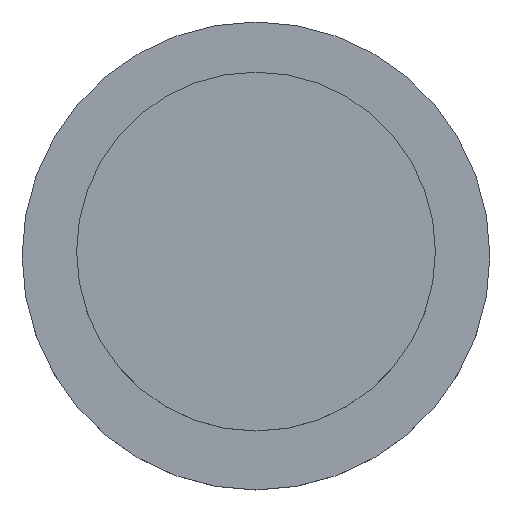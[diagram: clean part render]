
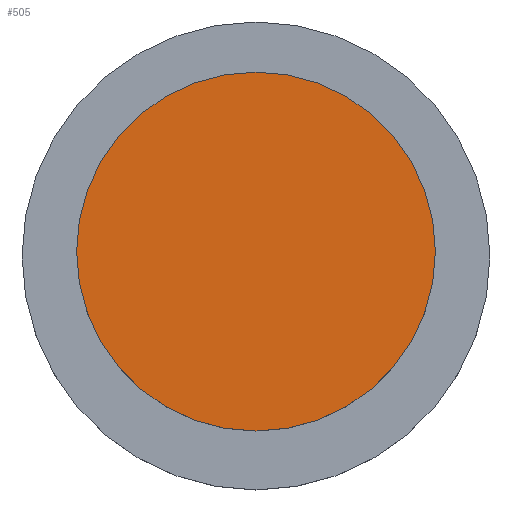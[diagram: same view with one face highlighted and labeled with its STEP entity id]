
A CAD part, top view. The second image highlights one B-rep face of the part: STEP entity #505.
In plain terms, the highlighted planar face has unit normal (0, 0, 1).
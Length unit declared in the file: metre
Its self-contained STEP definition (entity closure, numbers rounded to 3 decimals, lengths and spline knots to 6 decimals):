
#118=PLANE('',#561);
#145=CIRCLE('',#562,0.004481);
#189=ORIENTED_EDGE('',*,*,#327,.T.);
#327=EDGE_CURVE('',#392,#392,#145,.T.);
#392=VERTEX_POINT('',#818);
#433=EDGE_LOOP('',(#189));
#467=FACE_BOUND('',#433,.T.);
#505=ADVANCED_FACE('',(#467),#118,.T.);
#561=AXIS2_PLACEMENT_3D('',#816,#647,#648);
#562=AXIS2_PLACEMENT_3D('',#817,#649,#650);
#647=DIRECTION('',(0.,0.,1.));
#648=DIRECTION('',(1.,0.,0.));
#649=DIRECTION('',(0.,0.,1.));
#650=DIRECTION('',(1.,0.,0.));
#816=CARTESIAN_POINT('',(0.,0.,0.024313));
#817=CARTESIAN_POINT('',(0.,0.,0.024313));
#818=CARTESIAN_POINT('',(0.004481,0.,0.024313));
